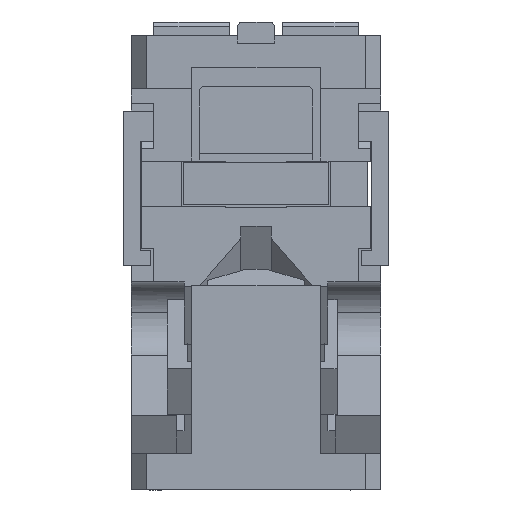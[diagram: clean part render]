
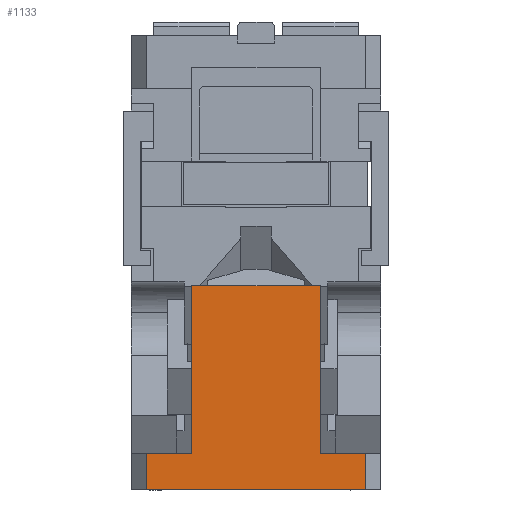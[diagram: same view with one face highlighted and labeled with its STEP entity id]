
A CAD part, left-side view. The second image highlights one B-rep face of the part: STEP entity #1133.
In plain terms, the highlighted planar face has unit normal (-1, 0, 0).
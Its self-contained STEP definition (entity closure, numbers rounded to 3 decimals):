
#103=CARTESIAN_POINT('Vertex',(0.,42.5,24.)) ;
#138=CARTESIAN_POINT('Vertex',(0.,72.5,24.)) ;
#141=CARTESIAN_POINT('Line Origine',(0.,57.5,24.)) ;
#373=CARTESIAN_POINT('Vertex',(0.,72.5,0.)) ;
#459=CARTESIAN_POINT('Vertex',(0.,-72.5,0.)) ;
#462=CARTESIAN_POINT('Line Origine',(0.,0.,0.)) ;
#884=CARTESIAN_POINT('Line Origine',(0.,42.5,79.5)) ;
#888=CARTESIAN_POINT('Vertex',(0.,42.5,135.)) ;
#1080=CARTESIAN_POINT('Line Origine',(0.,72.5,12.)) ;
#1092=CARTESIAN_POINT('Axis2P3D Location',(0.,0.,21.)) ;
#1097=CARTESIAN_POINT('Line Origine',(0.,-72.5,12.)) ;
#1101=CARTESIAN_POINT('Vertex',(0.,-72.5,24.)) ;
#1104=CARTESIAN_POINT('Line Origine',(0.,-57.5,24.)) ;
#1108=CARTESIAN_POINT('Vertex',(0.,-42.5,24.)) ;
#1111=CARTESIAN_POINT('Line Origine',(0.,-42.5,79.5)) ;
#1115=CARTESIAN_POINT('Vertex',(0.,-42.5,135.)) ;
#1118=CARTESIAN_POINT('Line Origine',(0.,0.,135.)) ;
#142=DIRECTION('Vector Direction',(0.,-1.,0.)) ;
#463=DIRECTION('Vector Direction',(0.,-1.,0.)) ;
#885=DIRECTION('Vector Direction',(0.,0.,1.)) ;
#1081=DIRECTION('Vector Direction',(0.,0.,-1.)) ;
#1093=DIRECTION('Axis2P3D Direction',(-1.,0.,0.)) ;
#1094=DIRECTION('Axis2P3D XDirection',(0.,0.,-1.)) ;
#1098=DIRECTION('Vector Direction',(0.,0.,1.)) ;
#1105=DIRECTION('Vector Direction',(0.,1.,0.)) ;
#1112=DIRECTION('Vector Direction',(0.,0.,1.)) ;
#1119=DIRECTION('Vector Direction',(0.,1.,0.)) ;
#1095=AXIS2_PLACEMENT_3D('Plane Axis2P3D',#1092,#1093,#1094) ;
#1124=ORIENTED_EDGE('',*,*,#890,.F.) ;
#1125=ORIENTED_EDGE('',*,*,#145,.T.) ;
#1126=ORIENTED_EDGE('',*,*,#1084,.T.) ;
#1127=ORIENTED_EDGE('',*,*,#466,.T.) ;
#1128=ORIENTED_EDGE('',*,*,#1103,.T.) ;
#1129=ORIENTED_EDGE('',*,*,#1110,.T.) ;
#1130=ORIENTED_EDGE('',*,*,#1117,.T.) ;
#1131=ORIENTED_EDGE('',*,*,#1122,.T.) ;
#143=VECTOR('Line Direction',#142,1.) ;
#464=VECTOR('Line Direction',#463,1.) ;
#886=VECTOR('Line Direction',#885,1.) ;
#1082=VECTOR('Line Direction',#1081,1.) ;
#1099=VECTOR('Line Direction',#1098,1.) ;
#1106=VECTOR('Line Direction',#1105,1.) ;
#1113=VECTOR('Line Direction',#1112,1.) ;
#1120=VECTOR('Line Direction',#1119,1.) ;
#1133=ADVANCED_FACE('CAM DRIVER',(#1132),#1096,.T.) ;
#145=EDGE_CURVE('',#104,#139,#144,.F.) ;
#466=EDGE_CURVE('',#374,#460,#465,.T.) ;
#890=EDGE_CURVE('',#104,#889,#887,.T.) ;
#1084=EDGE_CURVE('',#139,#374,#1083,.T.) ;
#1103=EDGE_CURVE('',#460,#1102,#1100,.T.) ;
#1110=EDGE_CURVE('',#1102,#1109,#1107,.T.) ;
#1117=EDGE_CURVE('',#1109,#1116,#1114,.T.) ;
#1122=EDGE_CURVE('',#1116,#889,#1121,.T.) ;
#1123=EDGE_LOOP('',(#1124,#1125,#1126,#1127,#1128,#1129,#1130,#1131)) ;
#1132=FACE_OUTER_BOUND('',#1123,.T.) ;
#144=LINE('Line',#141,#143) ;
#465=LINE('Line',#462,#464) ;
#887=LINE('Line',#884,#886) ;
#1083=LINE('Line',#1080,#1082) ;
#1100=LINE('Line',#1097,#1099) ;
#1107=LINE('Line',#1104,#1106) ;
#1114=LINE('Line',#1111,#1113) ;
#1121=LINE('Line',#1118,#1120) ;
#1096=PLANE('Plane',#1095) ;
#104=VERTEX_POINT('',#103) ;
#139=VERTEX_POINT('',#138) ;
#374=VERTEX_POINT('',#373) ;
#460=VERTEX_POINT('',#459) ;
#889=VERTEX_POINT('',#888) ;
#1102=VERTEX_POINT('',#1101) ;
#1109=VERTEX_POINT('',#1108) ;
#1116=VERTEX_POINT('',#1115) ;
